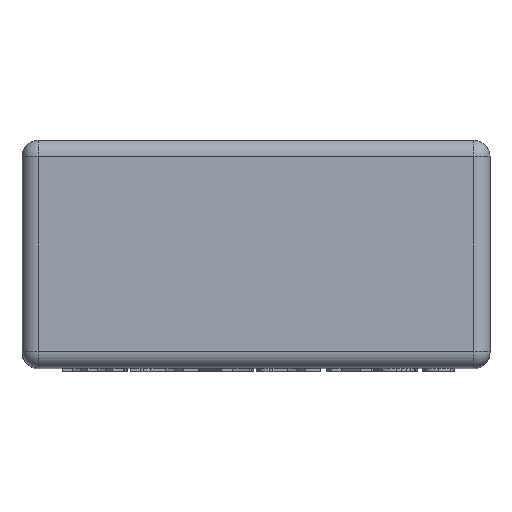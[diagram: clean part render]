
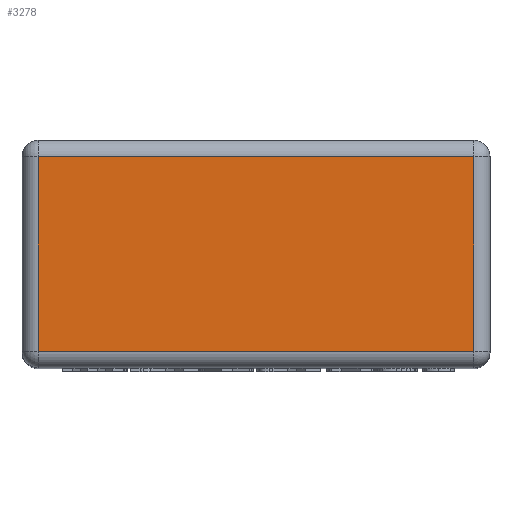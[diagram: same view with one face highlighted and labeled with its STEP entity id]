
A CAD part, top view. The second image highlights one B-rep face of the part: STEP entity #3278.
In plain terms, the highlighted planar face has unit normal (0, 0, 1).
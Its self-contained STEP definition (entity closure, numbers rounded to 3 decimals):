
#193 = VERTEX_POINT('',#194);
#194 = CARTESIAN_POINT('',(-3.35,1.5,8.5));
#201 = EDGE_CURVE('',#193,#202,#204,.T.);
#202 = VERTEX_POINT('',#203);
#203 = CARTESIAN_POINT('',(-3.35,-1.5,8.5));
#204 = LINE('',#205,#206);
#205 = CARTESIAN_POINT('',(-3.35,1.75,8.5));
#206 = VECTOR('',#207,1.);
#207 = DIRECTION('',(0.,-1.,0.));
#3278 = ADVANCED_FACE('',(#3279),#3304,.T.);
#3279 = FACE_BOUND('',#3280,.T.);
#3280 = EDGE_LOOP('',(#3281,#3289,#3297,#3303));
#3281 = ORIENTED_EDGE('',*,*,#3282,.T.);
#3282 = EDGE_CURVE('',#202,#3283,#3285,.T.);
#3283 = VERTEX_POINT('',#3284);
#3284 = CARTESIAN_POINT('',(3.35,-1.5,8.5));
#3285 = LINE('',#3286,#3287);
#3286 = CARTESIAN_POINT('',(-3.6,-1.5,8.5));
#3287 = VECTOR('',#3288,1.);
#3288 = DIRECTION('',(1.,0.,0.));
#3289 = ORIENTED_EDGE('',*,*,#3290,.F.);
#3290 = EDGE_CURVE('',#3291,#3283,#3293,.T.);
#3291 = VERTEX_POINT('',#3292);
#3292 = CARTESIAN_POINT('',(3.35,1.5,8.5));
#3293 = LINE('',#3294,#3295);
#3294 = CARTESIAN_POINT('',(3.35,1.75,8.5));
#3295 = VECTOR('',#3296,1.);
#3296 = DIRECTION('',(0.,-1.,0.));
#3297 = ORIENTED_EDGE('',*,*,#3298,.F.);
#3298 = EDGE_CURVE('',#193,#3291,#3299,.T.);
#3299 = LINE('',#3300,#3301);
#3300 = CARTESIAN_POINT('',(-3.6,1.5,8.5));
#3301 = VECTOR('',#3302,1.);
#3302 = DIRECTION('',(1.,0.,0.));
#3303 = ORIENTED_EDGE('',*,*,#201,.T.);
#3304 = PLANE('',#3305);
#3305 = AXIS2_PLACEMENT_3D('',#3306,#3307,#3308);
#3306 = CARTESIAN_POINT('',(-3.6,1.75,8.5));
#3307 = DIRECTION('',(0.,0.,1.));
#3308 = DIRECTION('',(1.,0.,0.));
